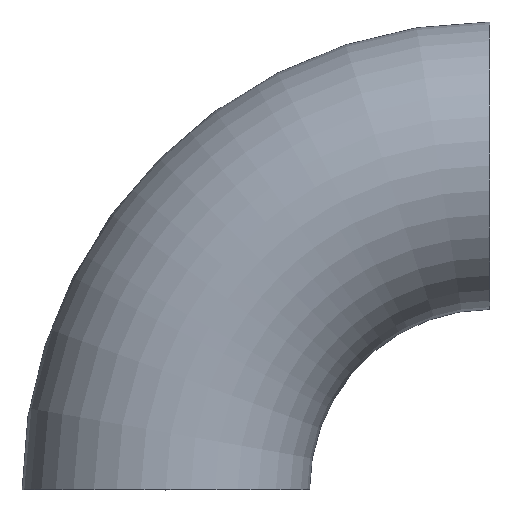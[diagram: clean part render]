
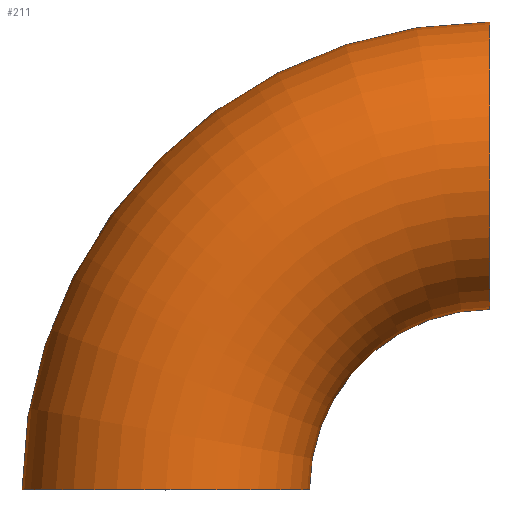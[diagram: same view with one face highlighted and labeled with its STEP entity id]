
A CAD part, top view. The second image highlights one B-rep face of the part: STEP entity #211.
In plain terms, the highlighted toroidal (fillet/blend) face has major radius 38 mm and minor radius 16.85 mm.
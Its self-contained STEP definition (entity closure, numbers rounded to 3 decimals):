
#1 = DIRECTION ( 'NONE',  ( 1., 0., 0. ) ) ;
#2 = CARTESIAN_POINT ( 'NONE',  ( 38., 0., 0. ) ) ;
#3 = CIRCLE ( 'NONE', #14, 16.85 ) ;
#14 = AXIS2_PLACEMENT_3D ( 'NONE', #68, #84, #108 ) ;
#17 = FACE_OUTER_BOUND ( 'NONE', #28, .T. ) ;
#18 = AXIS2_PLACEMENT_3D ( 'NONE', #2, #47, #48 ) ;
#21 = AXIS2_PLACEMENT_3D ( 'NONE', #242, #241, #159 ) ;
#28 = EDGE_LOOP ( 'NONE', ( #79, #246, #193, #252 ) ) ;
#47 = DIRECTION ( 'NONE',  ( 0., 0., 1. ) ) ;
#48 = DIRECTION ( 'NONE',  ( 1., 0., 0. ) ) ;
#49 = CARTESIAN_POINT ( 'NONE',  ( 16.85, 0., 0. ) ) ;
#51 = CIRCLE ( 'NONE', #156, 16.85 ) ;
#66 = DIRECTION ( 'NONE',  ( 0., 0., 1. ) ) ;
#68 = CARTESIAN_POINT ( 'NONE',  ( 38., 38., 0. ) ) ;
#79 = ORIENTED_EDGE ( 'NONE', *, *, #99, .F. ) ;
#84 = DIRECTION ( 'NONE',  ( 1., 0., 0. ) ) ;
#85 = CARTESIAN_POINT ( 'NONE',  ( 0., 0., 0. ) ) ;
#86 = CARTESIAN_POINT ( 'NONE',  ( 38., 0., 0. ) ) ;
#95 = VERTEX_POINT ( 'NONE', #119 ) ;
#96 = VERTEX_POINT ( 'NONE', #212 ) ;
#99 = EDGE_CURVE ( 'NONE', #95, #188, #3, .T. ) ;
#104 = DIRECTION ( 'NONE',  ( 0., 0., 1. ) ) ;
#108 = DIRECTION ( 'NONE',  ( 0., 0., 1. ) ) ;
#119 = CARTESIAN_POINT ( 'NONE',  ( 38., 54.85, 0. ) ) ;
#123 = CARTESIAN_POINT ( 'NONE',  ( 38., 21.15, 0. ) ) ;
#142 = EDGE_CURVE ( 'NONE', #96, #210, #51, .T. ) ;
#147 = EDGE_CURVE ( 'NONE', #95, #96, #171, .T. ) ;
#156 = AXIS2_PLACEMENT_3D ( 'NONE', #85, #220, #66 ) ;
#159 = DIRECTION ( 'NONE',  ( 1., 0., 0. ) ) ;
#164 = CIRCLE ( 'NONE', #18, 21.15 ) ;
#171 = CIRCLE ( 'NONE', #21, 54.85 ) ;
#185 = AXIS2_PLACEMENT_3D ( 'NONE', #86, #104, #1 ) ;
#188 = VERTEX_POINT ( 'NONE', #123 ) ;
#190 = TOROIDAL_SURFACE ( 'NONE', #185, 38., 16.85 ) ;
#193 = ORIENTED_EDGE ( 'NONE', *, *, #142, .T. ) ;
#210 = VERTEX_POINT ( 'NONE', #49 ) ;
#211 = ADVANCED_FACE ( 'NONE', ( #17 ), #190, .T. ) ;
#212 = CARTESIAN_POINT ( 'NONE',  ( -16.85, 0., 0. ) ) ;
#220 = DIRECTION ( 'NONE',  ( 0., 1., 0. ) ) ;
#222 = EDGE_CURVE ( 'NONE', #188, #210, #164, .T. ) ;
#241 = DIRECTION ( 'NONE',  ( 0., 0., 1. ) ) ;
#242 = CARTESIAN_POINT ( 'NONE',  ( 38., 0., 0. ) ) ;
#246 = ORIENTED_EDGE ( 'NONE', *, *, #147, .T. ) ;
#252 = ORIENTED_EDGE ( 'NONE', *, *, #222, .F. ) ;
